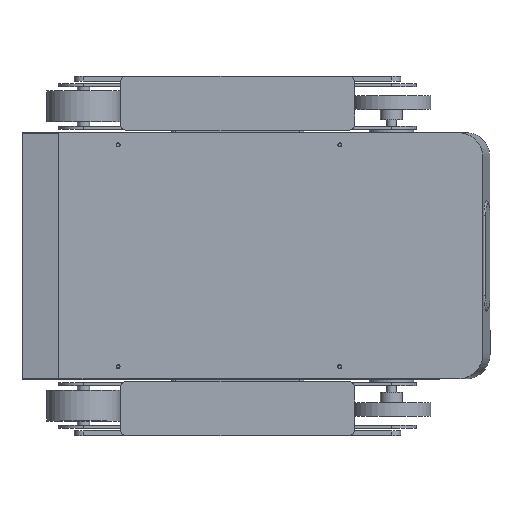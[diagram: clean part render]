
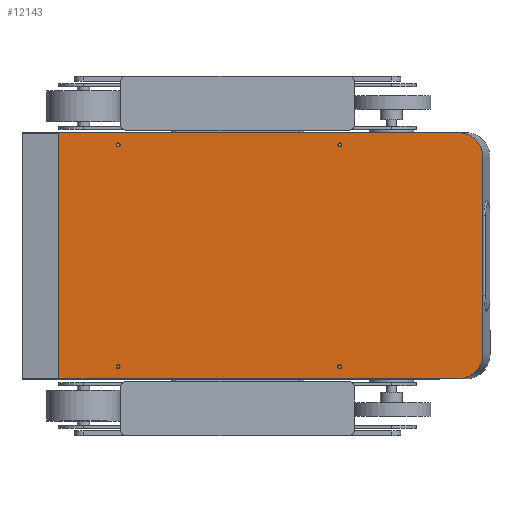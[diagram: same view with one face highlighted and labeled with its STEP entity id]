
A CAD part, top view. The second image highlights one B-rep face of the part: STEP entity #12143.
In plain terms, the highlighted planar face has unit normal (0, 0, 1).
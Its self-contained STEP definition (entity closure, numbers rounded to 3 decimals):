
#195=ELLIPSE('',#13578,20.309,20.);
#197=ELLIPSE('',#13581,20.309,20.);
#570=FACE_BOUND('',#2649,.T.);
#571=FACE_BOUND('',#2650,.T.);
#572=FACE_BOUND('',#2651,.T.);
#573=FACE_BOUND('',#2652,.T.);
#894=PLANE('',#13584);
#1773=FACE_OUTER_BOUND('',#2648,.T.);
#2648=EDGE_LOOP('',(#10801,#10802,#10803,#10804,#10805,#10806));
#2649=EDGE_LOOP('',(#10807));
#2650=EDGE_LOOP('',(#10808));
#2651=EDGE_LOOP('',(#10809));
#2652=EDGE_LOOP('',(#10810));
#3683=LINE('',#20627,#4670);
#3687=LINE('',#20644,#4674);
#3691=LINE('',#20661,#4678);
#3694=LINE('',#20665,#4681);
#4670=VECTOR('',#16643,10.);
#4674=VECTOR('',#16653,10.);
#4678=VECTOR('',#16663,10.);
#4681=VECTOR('',#16668,10.);
#5332=CIRCLE('',#13565,1.6);
#5334=CIRCLE('',#13568,1.6);
#5336=CIRCLE('',#13571,1.6);
#5338=CIRCLE('',#13574,1.6);
#6342=VERTEX_POINT('',#20597);
#6344=VERTEX_POINT('',#20603);
#6346=VERTEX_POINT('',#20609);
#6348=VERTEX_POINT('',#20615);
#6352=VERTEX_POINT('',#20624);
#6353=VERTEX_POINT('',#20626);
#6355=VERTEX_POINT('',#20637);
#6357=VERTEX_POINT('',#20643);
#6359=VERTEX_POINT('',#20654);
#6361=VERTEX_POINT('',#20660);
#7865=EDGE_CURVE('',#6342,#6342,#5332,.T.);
#7868=EDGE_CURVE('',#6344,#6344,#5334,.T.);
#7871=EDGE_CURVE('',#6346,#6346,#5336,.T.);
#7874=EDGE_CURVE('',#6348,#6348,#5338,.T.);
#7879=EDGE_CURVE('',#6353,#6352,#3683,.T.);
#7882=EDGE_CURVE('',#6355,#6353,#195,.T.);
#7885=EDGE_CURVE('',#6357,#6355,#3687,.T.);
#7888=EDGE_CURVE('',#6359,#6357,#197,.T.);
#7891=EDGE_CURVE('',#6361,#6359,#3691,.T.);
#7894=EDGE_CURVE('',#6352,#6361,#3694,.T.);
#10801=ORIENTED_EDGE('',*,*,#7894,.T.);
#10802=ORIENTED_EDGE('',*,*,#7891,.T.);
#10803=ORIENTED_EDGE('',*,*,#7888,.T.);
#10804=ORIENTED_EDGE('',*,*,#7885,.T.);
#10805=ORIENTED_EDGE('',*,*,#7882,.T.);
#10806=ORIENTED_EDGE('',*,*,#7879,.T.);
#10807=ORIENTED_EDGE('',*,*,#7874,.T.);
#10808=ORIENTED_EDGE('',*,*,#7871,.T.);
#10809=ORIENTED_EDGE('',*,*,#7868,.T.);
#10810=ORIENTED_EDGE('',*,*,#7865,.T.);
#12143=ADVANCED_FACE('',(#1773,#570,#571,#572,#573),#894,.T.);
#13565=AXIS2_PLACEMENT_3D('',#20598,#16613,#16614);
#13568=AXIS2_PLACEMENT_3D('',#20604,#16620,#16621);
#13571=AXIS2_PLACEMENT_3D('',#20610,#16627,#16628);
#13574=AXIS2_PLACEMENT_3D('',#20616,#16634,#16635);
#13578=AXIS2_PLACEMENT_3D('',#20638,#16647,#16648);
#13581=AXIS2_PLACEMENT_3D('',#20655,#16657,#16658);
#13584=AXIS2_PLACEMENT_3D('',#20666,#16669,#16670);
#16613=DIRECTION('center_axis',(0.,0.,
-1.));
#16614=DIRECTION('ref_axis',(-1.,0.,0.));
#16620=DIRECTION('center_axis',(0.,0.,
-1.));
#16621=DIRECTION('ref_axis',(-1.,0.,0.));
#16627=DIRECTION('center_axis',(0.,0.,
-1.));
#16628=DIRECTION('ref_axis',(-1.,0.,0.));
#16634=DIRECTION('center_axis',(0.,0.,
-1.));
#16635=DIRECTION('ref_axis',(-1.,0.,0.));
#16643=DIRECTION('',(-1.,0.,0.));
#16647=DIRECTION('center_axis',(0.,0.,
1.));
#16648=DIRECTION('ref_axis',(1.,0.,0.));
#16653=DIRECTION('',(0.,1.,0.));
#16657=DIRECTION('center_axis',(0.,0.,
1.));
#16658=DIRECTION('ref_axis',(1.,0.,0.));
#16663=DIRECTION('',(1.,0.,0.));
#16668=DIRECTION('',(0.,-1.,0.));
#16669=DIRECTION('center_axis',(0.,0.,
1.));
#16670=DIRECTION('ref_axis',(-1.,0.,0.));
#20597=CARTESIAN_POINT('',(209.578,44.,154.314));
#20598=CARTESIAN_POINT('Origin',(207.978,44.,154.314));
#20603=CARTESIAN_POINT('',(29.578,44.,154.314));
#20604=CARTESIAN_POINT('Origin',(27.978,44.,154.314));
#20609=CARTESIAN_POINT('',(29.578,224.,154.314));
#20610=CARTESIAN_POINT('Origin',(27.978,224.,154.314));
#20615=CARTESIAN_POINT('',(209.578,224.,154.314));
#20616=CARTESIAN_POINT('Origin',(207.978,224.,154.314));
#20624=CARTESIAN_POINT('',(-20.022,234.,154.314));
#20626=CARTESIAN_POINT('',(303.851,234.,154.314));
#20627=CARTESIAN_POINT('',(303.851,234.,154.314));
#20637=CARTESIAN_POINT('',(324.159,214.,154.314));
#20638=CARTESIAN_POINT('Origin',(303.851,214.,154.314));
#20643=CARTESIAN_POINT('',(324.159,54.,154.314));
#20644=CARTESIAN_POINT('',(324.159,54.,154.314));
#20654=CARTESIAN_POINT('',(303.851,34.,154.314));
#20655=CARTESIAN_POINT('Origin',(303.851,54.,154.314));
#20660=CARTESIAN_POINT('',(-20.022,34.,154.314));
#20661=CARTESIAN_POINT('',(-20.022,34.,154.314));
#20665=CARTESIAN_POINT('',(-20.022,234.,154.314));
#20666=CARTESIAN_POINT('Origin',(152.069,134.,154.314));
